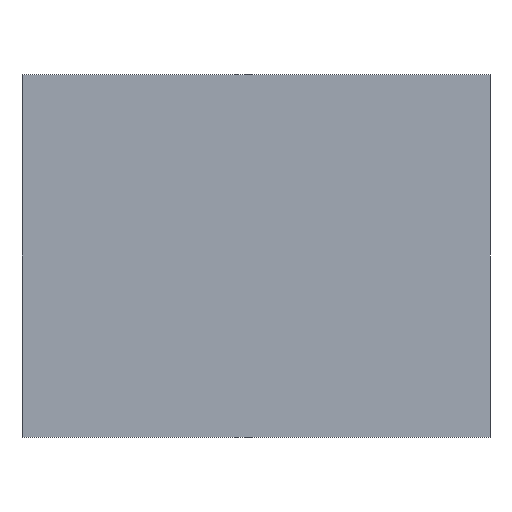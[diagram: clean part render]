
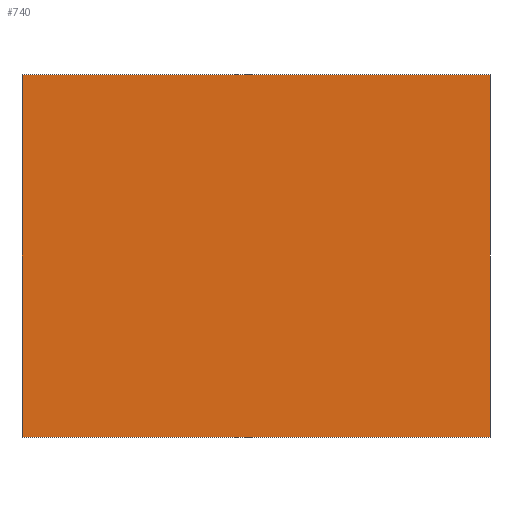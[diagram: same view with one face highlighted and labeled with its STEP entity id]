
A CAD part, front view. The second image highlights one B-rep face of the part: STEP entity #740.
In plain terms, the highlighted planar face has unit normal (0, -1, 0).
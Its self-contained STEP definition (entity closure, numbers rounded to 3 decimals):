
#25 = DIRECTION ( 'NONE',  ( 1., 0., 0. ) ) ;
#33 = CARTESIAN_POINT ( 'NONE',  ( -63.5, 1.5, 9. ) ) ;
#49 = PLANE ( 'NONE',  #117 ) ;
#62 = CARTESIAN_POINT ( 'NONE',  ( -83.5, 1.5, 24.5 ) ) ;
#75 = DIRECTION ( 'NONE',  ( 0., 0., 1. ) ) ;
#83 = CARTESIAN_POINT ( 'NONE',  ( 0., 1.5, 0. ) ) ;
#117 = AXIS2_PLACEMENT_3D ( 'NONE', #83, #118, #675 ) ;
#118 = DIRECTION ( 'NONE',  ( 0., 1., 0. ) ) ;
#134 = CARTESIAN_POINT ( 'NONE',  ( -63.5, 1.5, 9. ) ) ;
#145 = EDGE_CURVE ( 'NONE', #495, #546, #296, .T. ) ;
#160 = FACE_OUTER_BOUND ( 'NONE', #462, .T. ) ;
#162 = VECTOR ( 'NONE', #602, 1000. ) ;
#168 = LINE ( 'NONE', #480, #162 ) ;
#192 = VECTOR ( 'NONE', #75, 1000. ) ;
#193 = LINE ( 'NONE', #586, #192 ) ;
#222 = VECTOR ( 'NONE', #441, 1000. ) ;
#230 = LINE ( 'NONE', #134, #222 ) ;
#292 = VECTOR ( 'NONE', #25, 1000. ) ;
#296 = LINE ( 'NONE', #742, #292 ) ;
#403 = ORIENTED_EDGE ( 'NONE', *, *, #738, .F. ) ;
#432 = CARTESIAN_POINT ( 'NONE',  ( -83.5, 1.5, 9. ) ) ;
#441 = DIRECTION ( 'NONE',  ( 0., 0., -1. ) ) ;
#442 = VERTEX_POINT ( 'NONE', #33 ) ;
#462 = EDGE_LOOP ( 'NONE', ( #576, #403, #616, #524 ) ) ;
#480 = CARTESIAN_POINT ( 'NONE',  ( -83.5, 1.5, 9. ) ) ;
#495 = VERTEX_POINT ( 'NONE', #62 ) ;
#524 = ORIENTED_EDGE ( 'NONE', *, *, #145, .F. ) ;
#539 = VERTEX_POINT ( 'NONE', #432 ) ;
#546 = VERTEX_POINT ( 'NONE', #660 ) ;
#576 = ORIENTED_EDGE ( 'NONE', *, *, #681, .F. ) ;
#586 = CARTESIAN_POINT ( 'NONE',  ( -83.5, 1.5, 9. ) ) ;
#602 = DIRECTION ( 'NONE',  ( -1., 0., 0. ) ) ;
#605 = EDGE_CURVE ( 'NONE', #546, #442, #230, .T. ) ;
#616 = ORIENTED_EDGE ( 'NONE', *, *, #605, .F. ) ;
#660 = CARTESIAN_POINT ( 'NONE',  ( -63.5, 1.5, 24.5 ) ) ;
#675 = DIRECTION ( 'NONE',  ( 0., 0., 1. ) ) ;
#681 = EDGE_CURVE ( 'NONE', #539, #495, #193, .T. ) ;
#738 = EDGE_CURVE ( 'NONE', #442, #539, #168, .T. ) ;
#740 = ADVANCED_FACE ( 'NONE', ( #160 ), #49, .F. ) ;
#742 = CARTESIAN_POINT ( 'NONE',  ( -83.5, 1.5, 24.5 ) ) ;
